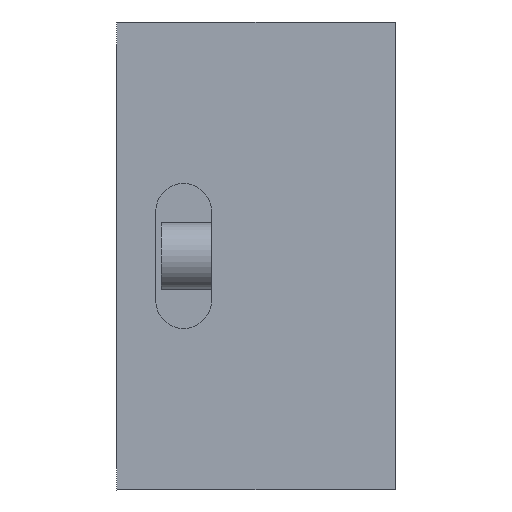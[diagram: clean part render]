
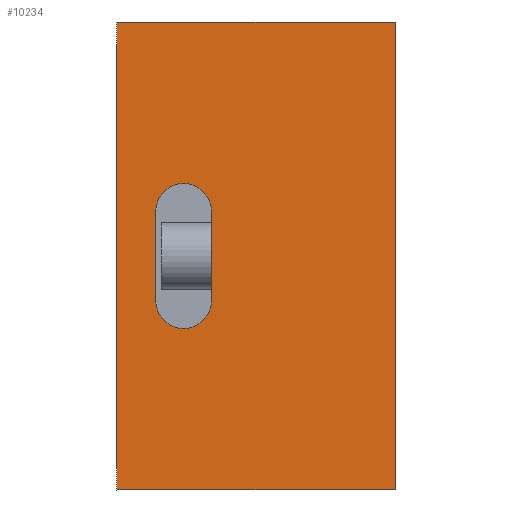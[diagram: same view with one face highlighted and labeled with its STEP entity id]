
A CAD part, left-side view. The second image highlights one B-rep face of the part: STEP entity #10234.
In plain terms, the highlighted planar face has unit normal (-1, 0, 0).
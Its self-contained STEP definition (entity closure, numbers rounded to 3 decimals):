
#165=FACE_BOUND('',#4497,.T.);
#1353=LINE('',#16057,#2654);
#1433=LINE('',#16302,#2734);
#1436=LINE('',#16310,#2737);
#1458=LINE('',#16358,#2759);
#1466=LINE('',#16383,#2767);
#1467=LINE('',#16384,#2768);
#2654=VECTOR('',#13176,10.);
#2734=VECTOR('',#13398,10.);
#2737=VECTOR('',#13407,10.);
#2759=VECTOR('',#13455,10.);
#2767=VECTOR('',#13491,10.);
#2768=VECTOR('',#13492,10.);
#3282=PLANE('',#10897);
#3842=FACE_OUTER_BOUND('',#4496,.T.);
#4496=EDGE_LOOP('',(#9652,#9653,#9654,#9655));
#4497=EDGE_LOOP('',(#9656,#9657,#9658,#9659));
#4575=CIRCLE('',#10869,2.5);
#4576=CIRCLE('',#10872,2.5);
#5403=VERTEX_POINT('',#16054);
#5404=VERTEX_POINT('',#16056);
#5483=VERTEX_POINT('',#16299);
#5484=VERTEX_POINT('',#16301);
#5485=VERTEX_POINT('',#16305);
#5486=VERTEX_POINT('',#16309);
#5496=VERTEX_POINT('',#16351);
#5499=VERTEX_POINT('',#16356);
#6735=EDGE_CURVE('',#5403,#5404,#1353,.T.);
#6852=EDGE_CURVE('',#5484,#5483,#1433,.T.);
#6854=EDGE_CURVE('',#5485,#5484,#4575,.T.);
#6856=EDGE_CURVE('',#5486,#5485,#1436,.T.);
#6858=EDGE_CURVE('',#5483,#5486,#4576,.T.);
#6879=EDGE_CURVE('',#5499,#5496,#1458,.T.);
#6890=EDGE_CURVE('',#5496,#5403,#1466,.T.);
#6891=EDGE_CURVE('',#5404,#5499,#1467,.T.);
#9652=ORIENTED_EDGE('',*,*,#6890,.F.);
#9653=ORIENTED_EDGE('',*,*,#6879,.F.);
#9654=ORIENTED_EDGE('',*,*,#6891,.F.);
#9655=ORIENTED_EDGE('',*,*,#6735,.F.);
#9656=ORIENTED_EDGE('',*,*,#6852,.T.);
#9657=ORIENTED_EDGE('',*,*,#6858,.T.);
#9658=ORIENTED_EDGE('',*,*,#6856,.T.);
#9659=ORIENTED_EDGE('',*,*,#6854,.T.);
#10234=ADVANCED_FACE('',(#3842,#165),#3282,.T.);
#10869=AXIS2_PLACEMENT_3D('',#16306,#13402,#13403);
#10872=AXIS2_PLACEMENT_3D('',#16313,#13411,#13412);
#10897=AXIS2_PLACEMENT_3D('',#16382,#13489,#13490);
#13176=DIRECTION('',(0.,0.,-1.));
#13398=DIRECTION('',(0.,0.,1.));
#13402=DIRECTION('center_axis',(1.,0.,0.));
#13403=DIRECTION('ref_axis',(0.,1.,0.));
#13407=DIRECTION('',(0.,0.,-1.));
#13411=DIRECTION('center_axis',(1.,0.,0.));
#13412=DIRECTION('ref_axis',(0.,-1.,0.));
#13455=DIRECTION('',(0.,0.,1.));
#13489=DIRECTION('center_axis',(-1.,0.,0.));
#13490=DIRECTION('ref_axis',(0.,0.,1.));
#13491=DIRECTION('',(0.,-1.,0.));
#13492=DIRECTION('',(0.,1.,0.));
#16054=CARTESIAN_POINT('',(-34.,-3.,21.));
#16056=CARTESIAN_POINT('',(-34.,-3.,-21.));
#16057=CARTESIAN_POINT('',(-34.,-3.,-21.));
#16299=CARTESIAN_POINT('',(-34.,18.5,4.));
#16301=CARTESIAN_POINT('',(-34.,18.5,-4.));
#16302=CARTESIAN_POINT('',(-34.,18.5,-12.5));
#16305=CARTESIAN_POINT('',(-34.,13.5,-4.));
#16306=CARTESIAN_POINT('Origin',(-34.,16.,-4.));
#16309=CARTESIAN_POINT('',(-34.,13.5,4.));
#16310=CARTESIAN_POINT('',(-34.,13.5,-8.5));
#16313=CARTESIAN_POINT('Origin',(-34.,16.,4.));
#16351=CARTESIAN_POINT('',(-34.,22.,21.));
#16356=CARTESIAN_POINT('',(-34.,22.,-21.));
#16358=CARTESIAN_POINT('',(-34.,22.,21.));
#16382=CARTESIAN_POINT('Origin',(-34.,0.,-21.));
#16383=CARTESIAN_POINT('',(-34.,0.,21.));
#16384=CARTESIAN_POINT('',(-34.,0.,-21.));
